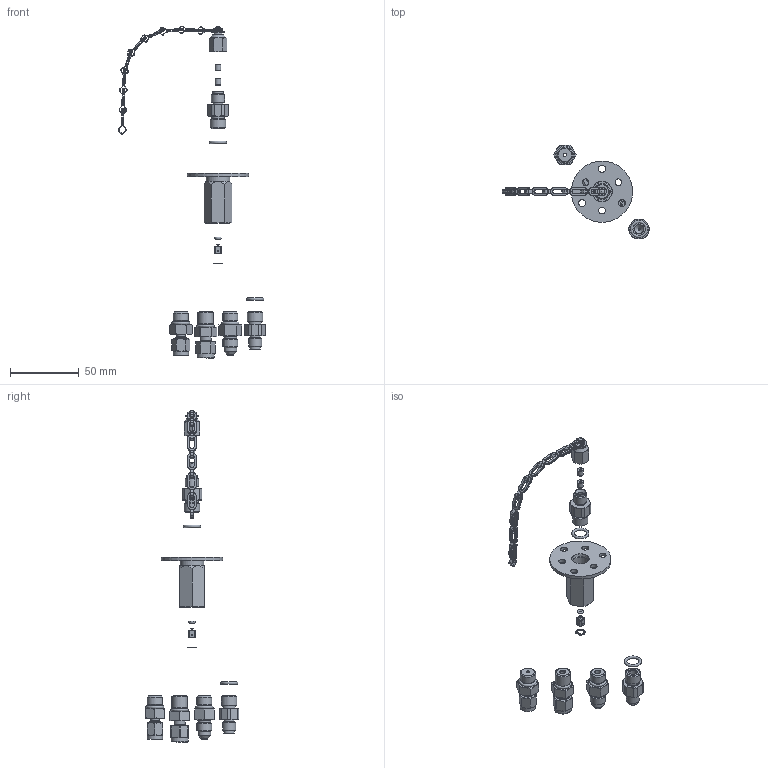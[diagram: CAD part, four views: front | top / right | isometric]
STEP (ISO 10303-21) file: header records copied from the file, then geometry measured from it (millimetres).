
FILE_DESCRIPTION(('STEP AP214'),'1');
FILE_NAME('00BLT-1022-xx_E0 (Assembly, Bulkhead Refill, AN-800 Version Matrix).stp','2024-03-28T20:45:49',(' '),(' '),'Spatial InterOp 3D',' ',' ');
FILE_SCHEMA(('AUTOMOTIVE_DESIGN { 1 0 10303 214 1 1 1 1 }'));
Length unit declared in the file: inch
Products named in the file (21): 00BLT-1022-xx$E0 (Assembly, Bulkhead Refill, AN-800 Version Matrix); 0CV04-0304-00[=B] (Bulkhead, Check-Valve Body, Poppet Style, 2x SAE-4M) [00]; 09001-1003-70 (O-ring, Silicone, 2-003, S70); 0CV02-0201-00[=A] (Poppet, 0.25 Dia.) [PLM CV02-201-000]; 09007-0001-00 (Retaining Ring, 1/4" Internal, SS) [Rotor Clip HO-25SS MPS B100]; 09001-3904-70 (O-ring, EPDM, 3-904 (SAE-4), E70); 0CV02-0257-00$E0 (Check-Valve Body, Poppet Style, AN800 (3/8-24, 37.5°) x SAE-4M); #830; #838; 0CP01-0100-01$-0 (Cap & Chain Assembly, AN-800-3); #856; 09030-0102-32 (Shim, Flat-washer type, Ø.094id x Ø.250od x .032h, Brass); 2/0 Brass Safety Chain [Path 1 - Default]; Link; 09300-0001-00 (2/0 Brass Safety Chain); 09030-0103-32 (Shim, Flat-washer type, Ø.094id x Ø.380od x .032h, Brass); 00VEN-0042-00 (AN-805-3 Nut); 0CP01-0201-00$-x (Plug, AN Cone (Dust Cap)); 00HDW-0108-00 (SAE-4M x 1/8" Tube Adapter, Brass) [Swagelock B-200-1-4ST] [dl] [05]; 00HDW-0110-00 (SAE-4M x 3/16" Tube Adapter, Brass) [Swagelock B-300-1-4ST] [~05]; 00HDW-1381-01 (SAE-4M x JIC-4 37° Flare Adapter, SS) [Parker 4 F5OX-SS] [dl] [01]
Assembly tree (30 placements, depth 5):
  00BLT-1022-xx$E0 (Assembly, Bulkhead Refill, AN-800 Version Matrix)
    0CV04-0304-00[=B] (Bulkhead, Check-Valve Body, Poppet Style, 2x SAE-4M) [00]
    09001-1003-70 (O-ring, Silicone, 2-003, S70)
    0CV02-0201-00[=A] (Poppet, 0.25 Dia.) [PLM CV02-201-000]
    09007-0001-00 (Retaining Ring, 1/4" Internal, SS) [Rotor Clip HO-25SS MPS B100]
    09001-3904-70 (O-ring, EPDM, 3-904 (SAE-4), E70)  x2
    0CV02-0257-00$E0 (Check-Valve Body, Poppet Style, AN800 (3/8-24, 37.5°) x SAE-4M)  x2
    #830
    #838
    0CP01-0100-01$-0 (Cap & Chain Assembly, AN-800-3)
      #856
      09030-0102-32 (Shim, Flat-washer type, Ø.094id x Ø.250od x .032h, Brass)
      09300-0001-00 (2/0 Brass Safety Chain)
        2/0 Brass Safety Chain [Path 1 - Default]
          Link  x9
      09030-0103-32 (Shim, Flat-washer type, Ø.094id x Ø.380od x .032h, Brass)
      00VEN-0042-00 (AN-805-3 Nut)
      0CP01-0201-00$-x (Plug, AN Cone (Dust Cap))
    00HDW-0108-00 (SAE-4M x 1/8" Tube Adapter, Brass) [Swagelock B-200-1-4ST] [dl] [05]
    00HDW-0110-00 (SAE-4M x 3/16" Tube Adapter, Brass) [Swagelock B-300-1-4ST] [~05]
    00HDW-1381-01 (SAE-4M x JIC-4 37° Flare Adapter, SS) [Parker 4 F5OX-SS] [dl] [01]
Bounding box: 106.71 x 68.16 x 240.97 mm (x, y, z)
Volume: 25981.5 mm3; surface area: 21838.2 mm2
Topology: 27 solids, 29 shells, 803 faces, 1973 edges, 1267 vertices
Faces by surface type: plane 355, cylinder 257, cone 159, torus 20, revolution 10, sphere 1, bspline 1
Full cylindrical faces by diameter (mm): 0.203 x1, 0.889 x4, 1.016 x4, 1.575 x2, 1.626 x1, 2.184 x2, 2.286 x1, 2.388 x2, 3.175 x2, 3.454 x2, 3.962 x1, 4.166 x4, 4.369 x1, 4.851 x3, 4.953 x1, 4.978 x1, 5.156 x3, 6.223 x1, 6.259 x1, 6.35 x7, 6.528 x1, 6.807 x3, 7.696 x1, 7.747 x4, 7.925 x1, 7.938 x4, 9.144 x2, 9.15 x2, 9.246 x4, 9.525 x4
Entity records: 15602 total; most frequent: CARTESIAN_POINT 2988, DIRECTION 1843, ORIENTED_EDGE 1548, AXIS2_PLACEMENT_3D 826, EDGE_CURVE 774, EDGE_LOOP 647, VERTEX_POINT 551, FACE_OUTER_BOUND 521
